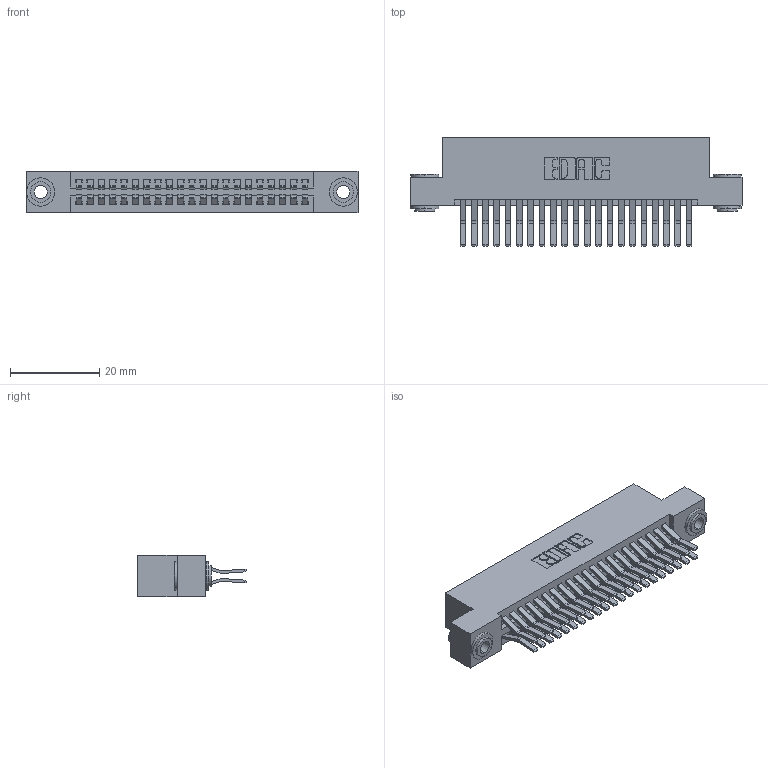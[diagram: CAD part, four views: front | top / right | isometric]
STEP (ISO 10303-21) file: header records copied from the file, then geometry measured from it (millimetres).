
FILE_DESCRIPTION (( 'STEP AP203' ), '1' );
FILE_NAME ('345-042-560-203.STEP', '2018-09-08T01:47:15', ( '' ), ( '' ), 'SwSTEP 2.0', 'SolidWorks 2016', '' );
FILE_SCHEMA (( 'CONFIG_CONTROL_DESIGN' ));
Length unit declared in the file: inch
Products named in the file (4): 345-292-001_560 Tail; 345-250-002_345-250-002-102; 345-042-560-203; 345 Part_Flush Mounting Lugs - 0.156 Dia-TH
Assembly tree (45 placements, depth 2):
  345-042-560-203
    345 Part_Flush Mounting Lugs - 0.156 Dia-TH
    345-292-001_560 Tail  x42
    345-250-002_345-250-002-102  x2
Bounding box: 74.55 x 24.45 x 9.4 mm (x, y, z)
Volume: 7341.5 mm3; surface area: 11358.2 mm2
Topology: 45 solids, 45 shells, 2348 faces, 6927 edges, 4558 vertices
Faces by surface type: plane 1476, cylinder 864, cone 8
Entity records: 20042 total; most frequent: CARTESIAN_POINT 3355, ORIENTED_EDGE 3282, DIRECTION 3019, EDGE_CURVE 1641, VECTOR 1397, LINE 1397, VERTEX_POINT 1090, AXIS2_PLACEMENT_3D 811
